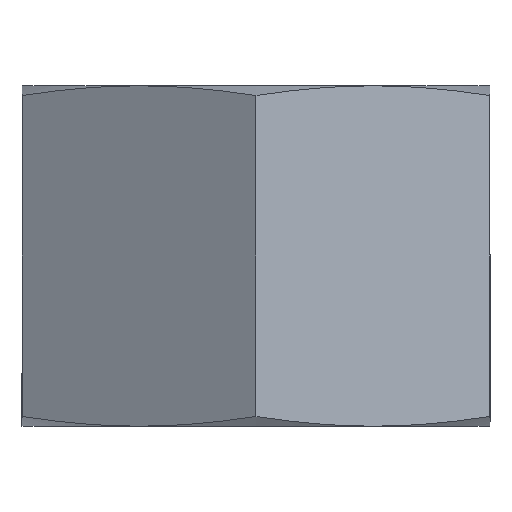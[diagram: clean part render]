
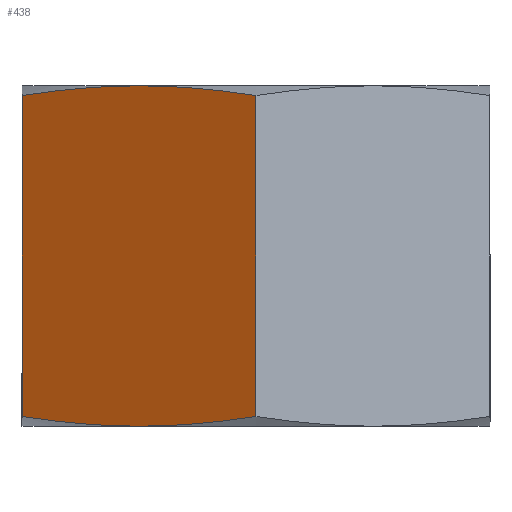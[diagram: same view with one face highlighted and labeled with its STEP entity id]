
A CAD part, front view. The second image highlights one B-rep face of the part: STEP entity #438.
In plain terms, the highlighted planar face has unit normal (-0.5, -0.866, 0).
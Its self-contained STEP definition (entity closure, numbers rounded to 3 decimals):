
#210=CARTESIAN_POINT('',(-11.0,-6.351,0.456));
#211=VERTEX_POINT('',#210);
#225=CARTESIAN_POINT('',(-5.5,-9.526,0.0));
#226=VERTEX_POINT('',#225);
#234=CARTESIAN_POINT('',(-11.0,-6.351,0.456));
#235=CARTESIAN_POINT('',(-8.053,-8.053,0.));
#236=CARTESIAN_POINT('',(-5.5,-9.526,0.));
#244=(BOUNDED_CURVE()B_SPLINE_CURVE(2,(#234,#235,#236),.UNSPECIFIED.,.F.,.U.)B_SPLINE_CURVE_WITH_KNOTS((3,3),(0.085,0.733),.UNSPECIFIED.)CURVE()GEOMETRIC_REPRESENTATION_ITEM()RATIONAL_B_SPLINE_CURVE((1.01,1.043,1.0))REPRESENTATION_ITEM(''));
#245=EDGE_CURVE('',#211,#226,#244,.T.);
#255=CARTESIAN_POINT('',(0.,-12.702,0.456));
#256=VERTEX_POINT('',#255);
#257=CARTESIAN_POINT('',(-5.5,-9.526,0.));
#258=CARTESIAN_POINT('',(-2.947,-11.0,0.));
#259=CARTESIAN_POINT('',(0.,-12.702,0.456));
#267=(BOUNDED_CURVE()B_SPLINE_CURVE(2,(#257,#258,#259),.UNSPECIFIED.,.F.,.U.)B_SPLINE_CURVE_WITH_KNOTS((3,3),(0.733,1.38),.UNSPECIFIED.)CURVE()GEOMETRIC_REPRESENTATION_ITEM()RATIONAL_B_SPLINE_CURVE((1.0,1.043,1.01))REPRESENTATION_ITEM(''));
#268=EDGE_CURVE('',#226,#256,#267,.T.);
#345=CARTESIAN_POINT('',(-11.0,-6.351,15.544));
#346=VERTEX_POINT('',#345);
#347=CARTESIAN_POINT('',(-11.0,-6.351,0.456));
#348=DIRECTION('',(0.0,0.0,1.0));
#349=VECTOR('',#348,15.088);
#350=LINE('',#347,#349);
#351=EDGE_CURVE('',#211,#346,#350,.T.);
#392=CARTESIAN_POINT('',(0.,-12.702,0.0));
#393=DIRECTION('',(-0.5,-0.866,0.0));
#394=DIRECTION('',(0.0,0.0,1.0));
#395=AXIS2_PLACEMENT_3D('',#392,#393,#394);
#396=PLANE('',#395);
#397=ORIENTED_EDGE('',*,*,#245,.T.);
#398=ORIENTED_EDGE('',*,*,#268,.T.);
#399=CARTESIAN_POINT('',(0.,-12.702,15.544));
#400=VERTEX_POINT('',#399);
#401=CARTESIAN_POINT('',(0.,-12.702,0.456));
#402=DIRECTION('',(0.0,0.0,1.0));
#403=VECTOR('',#402,15.088);
#404=LINE('',#401,#403);
#405=EDGE_CURVE('',#256,#400,#404,.T.);
#406=ORIENTED_EDGE('',*,*,#405,.T.);
#407=CARTESIAN_POINT('',(-5.5,-9.526,16.0));
#408=VERTEX_POINT('',#407);
#409=CARTESIAN_POINT('',(0.,-12.702,15.544));
#410=CARTESIAN_POINT('',(-2.947,-11.,16.));
#411=CARTESIAN_POINT('',(-5.5,-9.526,16.0));
#419=(BOUNDED_CURVE()B_SPLINE_CURVE(2,(#409,#410,#411),.UNSPECIFIED.,.F.,.U.)B_SPLINE_CURVE_WITH_KNOTS((3,3),(0.085,0.733),.UNSPECIFIED.)CURVE()GEOMETRIC_REPRESENTATION_ITEM()RATIONAL_B_SPLINE_CURVE((1.01,1.043,1.0))REPRESENTATION_ITEM(''));
#420=EDGE_CURVE('',#400,#408,#419,.T.);
#421=ORIENTED_EDGE('',*,*,#420,.T.);
#422=CARTESIAN_POINT('',(-5.5,-9.526,16.0));
#423=CARTESIAN_POINT('',(-8.053,-8.053,16.0));
#424=CARTESIAN_POINT('',(-11.0,-6.351,15.544));
#432=(BOUNDED_CURVE()B_SPLINE_CURVE(2,(#422,#423,#424),.UNSPECIFIED.,.F.,.U.)B_SPLINE_CURVE_WITH_KNOTS((3,3),(0.733,1.38),.UNSPECIFIED.)CURVE()GEOMETRIC_REPRESENTATION_ITEM()RATIONAL_B_SPLINE_CURVE((1.0,1.043,1.01))REPRESENTATION_ITEM(''));
#433=EDGE_CURVE('',#408,#346,#432,.T.);
#434=ORIENTED_EDGE('',*,*,#433,.T.);
#435=ORIENTED_EDGE('',*,*,#351,.F.);
#436=EDGE_LOOP('',(#397,#398,#406,#421,#434,#435));
#437=FACE_OUTER_BOUND('',#436,.T.);
#438=ADVANCED_FACE('',(#437),#396,.T.);
